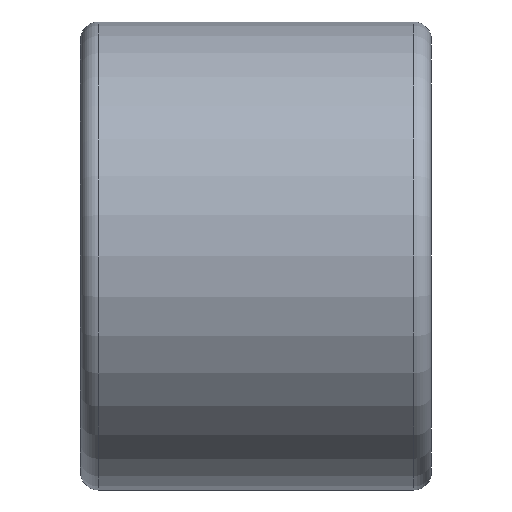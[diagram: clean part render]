
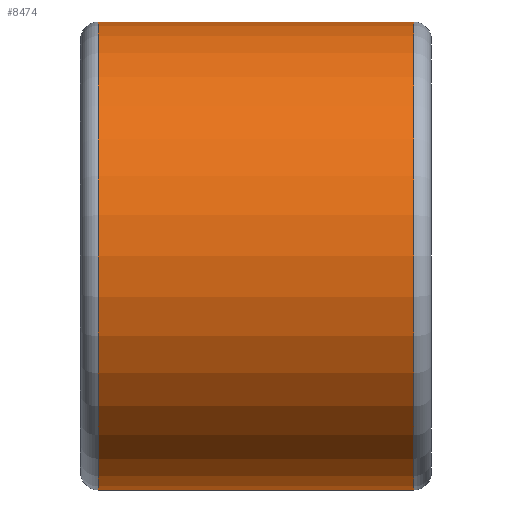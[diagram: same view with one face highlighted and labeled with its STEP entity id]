
A CAD part, front view. The second image highlights one B-rep face of the part: STEP entity #8474.
In plain terms, the highlighted cylindrical face has radius 40 mm (diameter 80 mm), a partial arc.
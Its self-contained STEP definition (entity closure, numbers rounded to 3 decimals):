
#64 = DIRECTION ( 'NONE',  ( -1., 0., 0. ) ) ;
#285 = DIRECTION ( 'NONE',  ( 0., 0., 1. ) ) ;
#624 = EDGE_CURVE ( 'NONE', #3570, #2861, #8431, .T. ) ;
#756 = DIRECTION ( 'NONE',  ( -1., 0., 0. ) ) ;
#1013 = DIRECTION ( 'NONE',  ( 0., 0., -1. ) ) ;
#1509 = VERTEX_POINT ( 'NONE', #3107 ) ;
#1661 = CARTESIAN_POINT ( 'NONE',  ( 3., 0., 0. ) ) ;
#1764 = DIRECTION ( 'NONE',  ( 0., 0., 1. ) ) ;
#2006 = EDGE_CURVE ( 'NONE', #8465, #3570, #7701, .T. ) ;
#2298 = EDGE_LOOP ( 'NONE', ( #5919, #3046, #3480, #4102 ) ) ;
#2305 = CARTESIAN_POINT ( 'NONE',  ( 3., 0., 40. ) ) ;
#2411 = DIRECTION ( 'NONE',  ( 1., 0., 0. ) ) ;
#2649 = VECTOR ( 'NONE', #756, 1000. ) ;
#2861 = VERTEX_POINT ( 'NONE', #5303 ) ;
#3046 = ORIENTED_EDGE ( 'NONE', *, *, #5483, .T. ) ;
#3107 = CARTESIAN_POINT ( 'NONE',  ( 57., 0., -40. ) ) ;
#3480 = ORIENTED_EDGE ( 'NONE', *, *, #2006, .T. ) ;
#3570 = VERTEX_POINT ( 'NONE', #2305 ) ;
#3711 = AXIS2_PLACEMENT_3D ( 'NONE', #1661, #2411, #1013 ) ;
#3746 = FACE_OUTER_BOUND ( 'NONE', #2298, .T. ) ;
#4070 = CIRCLE ( 'NONE', #6068, 40. ) ;
#4102 = ORIENTED_EDGE ( 'NONE', *, *, #624, .T. ) ;
#5001 = CYLINDRICAL_SURFACE ( 'NONE', #5458, 40. ) ;
#5303 = CARTESIAN_POINT ( 'NONE',  ( 3., 0., -40. ) ) ;
#5458 = AXIS2_PLACEMENT_3D ( 'NONE', #6473, #8532, #285 ) ;
#5483 = EDGE_CURVE ( 'NONE', #1509, #8465, #4070, .T. ) ;
#5644 = CARTESIAN_POINT ( 'NONE',  ( 0., 0., -40. ) ) ;
#5889 = VECTOR ( 'NONE', #64, 1000. ) ;
#5919 = ORIENTED_EDGE ( 'NONE', *, *, #7393, .F. ) ;
#6068 = AXIS2_PLACEMENT_3D ( 'NONE', #7158, #8406, #1764 ) ;
#6226 = CARTESIAN_POINT ( 'NONE',  ( 0., 0., 40. ) ) ;
#6473 = CARTESIAN_POINT ( 'NONE',  ( 0., 0., 0. ) ) ;
#6936 = LINE ( 'NONE', #5644, #5889 ) ;
#7158 = CARTESIAN_POINT ( 'NONE',  ( 57., 0., 0. ) ) ;
#7393 = EDGE_CURVE ( 'NONE', #1509, #2861, #6936, .T. ) ;
#7701 = LINE ( 'NONE', #6226, #2649 ) ;
#7860 = CARTESIAN_POINT ( 'NONE',  ( 57., 0., 40. ) ) ;
#8406 = DIRECTION ( 'NONE',  ( -1., 0., 0. ) ) ;
#8431 = CIRCLE ( 'NONE', #3711, 40. ) ;
#8465 = VERTEX_POINT ( 'NONE', #7860 ) ;
#8474 = ADVANCED_FACE ( 'NONE', ( #3746 ), #5001, .T. ) ;
#8532 = DIRECTION ( 'NONE',  ( -1., 0., 0. ) ) ;
